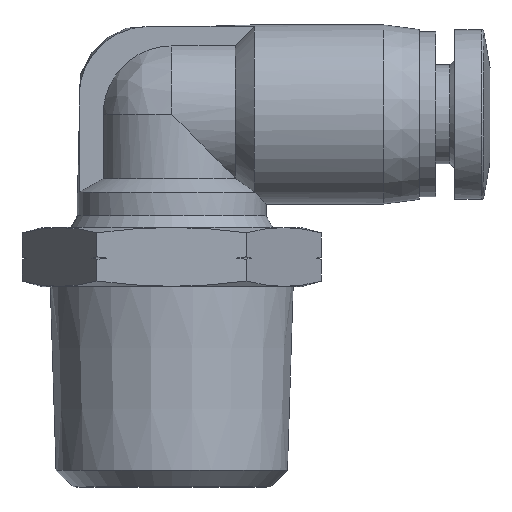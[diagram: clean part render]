
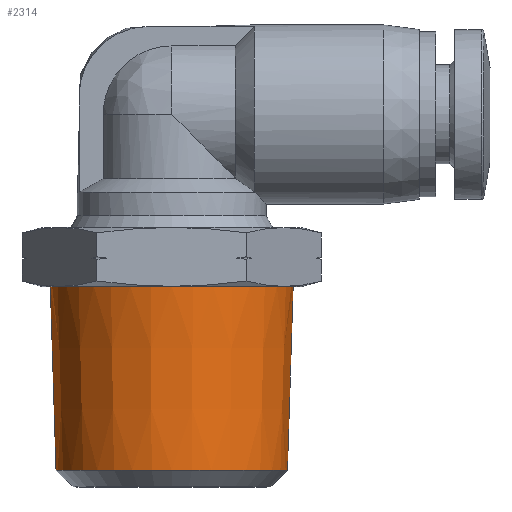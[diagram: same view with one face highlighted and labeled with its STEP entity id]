
A CAD part, top view. The second image highlights one B-rep face of the part: STEP entity #2314.
In plain terms, the highlighted conical face has half-angle 1.79 degrees and reference radius 5.15 mm.
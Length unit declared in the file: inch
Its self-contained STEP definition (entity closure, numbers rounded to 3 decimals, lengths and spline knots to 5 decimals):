
#28 = LINE ( 'NONE', #782, #1832 ) ;
#45 = VERTEX_POINT ( 'NONE', #608 ) ;
#254 = VERTEX_POINT ( 'NONE', #449 ) ;
#286 = AXIS2_PLACEMENT_3D ( 'NONE', #3530, #1495, #3834 ) ;
#449 = CARTESIAN_POINT ( 'NONE',  ( -0.20276, -0.11811, 0. ) ) ;
#467 = VECTOR ( 'NONE', #1131, 39.37008 ) ;
#608 = CARTESIAN_POINT ( 'NONE',  ( 0.20276, -0.11811, 0. ) ) ;
#635 = ORIENTED_EDGE ( 'NONE', *, *, #2771, .F. ) ;
#710 = ORIENTED_EDGE ( 'NONE', *, *, #3068, .T. ) ;
#782 = CARTESIAN_POINT ( 'NONE',  ( 0.20276, -0.11811, 0. ) ) ;
#841 = CARTESIAN_POINT ( 'NONE',  ( 0., -0.42521, 0. ) ) ;
#931 = LINE ( 'NONE', #2883, #467 ) ;
#1059 = AXIS2_PLACEMENT_3D ( 'NONE', #841, #3266, #1207 ) ;
#1131 = DIRECTION ( 'NONE',  ( -0.031, 1., 0. ) ) ;
#1207 = DIRECTION ( 'NONE',  ( -1., 0., 0. ) ) ;
#1495 = DIRECTION ( 'NONE',  ( 0., -1., 0. ) ) ;
#1571 = CARTESIAN_POINT ( 'NONE',  ( 0., -0.11811, 0. ) ) ;
#1716 = FACE_OUTER_BOUND ( 'NONE', #4190, .T. ) ;
#1770 = EDGE_CURVE ( 'NONE', #2173, #2052, #3652, .T. ) ;
#1828 = CARTESIAN_POINT ( 'NONE',  ( 0.19316, -0.42521, 0. ) ) ;
#1832 = VECTOR ( 'NONE', #2899, 39.37008 ) ;
#1942 = DIRECTION ( 'NONE',  ( -1., 0., 0. ) ) ;
#2052 = VERTEX_POINT ( 'NONE', #1828 ) ;
#2173 = VERTEX_POINT ( 'NONE', #2557 ) ;
#2314 = ADVANCED_FACE ( 'NONE', ( #1716 ), #3306, .T. ) ;
#2369 = CIRCLE ( 'NONE', #286, 0.20276 ) ;
#2557 = CARTESIAN_POINT ( 'NONE',  ( -0.19316, -0.42521, 0. ) ) ;
#2771 = EDGE_CURVE ( 'NONE', #2173, #254, #931, .T. ) ;
#2849 = EDGE_CURVE ( 'NONE', #45, #254, #2369, .T. ) ;
#2883 = CARTESIAN_POINT ( 'NONE',  ( -0.20276, -0.11811, 0. ) ) ;
#2899 = DIRECTION ( 'NONE',  ( 0.031, 1., 0. ) ) ;
#3068 = EDGE_CURVE ( 'NONE', #2052, #45, #28, .T. ) ;
#3079 = AXIS2_PLACEMENT_3D ( 'NONE', #1571, #3902, #1942 ) ;
#3266 = DIRECTION ( 'NONE',  ( 0., 1., 0. ) ) ;
#3306 = CONICAL_SURFACE ( 'NONE', #3079, 0.20276, 0.031 ) ;
#3530 = CARTESIAN_POINT ( 'NONE',  ( 0., -0.11811, 0. ) ) ;
#3652 = CIRCLE ( 'NONE', #1059, 0.19316 ) ;
#3834 = DIRECTION ( 'NONE',  ( -1., 0., 0. ) ) ;
#3902 = DIRECTION ( 'NONE',  ( 0., 1., 0. ) ) ;
#4128 = ORIENTED_EDGE ( 'NONE', *, *, #1770, .T. ) ;
#4190 = EDGE_LOOP ( 'NONE', ( #4128, #710, #4198, #635 ) ) ;
#4198 = ORIENTED_EDGE ( 'NONE', *, *, #2849, .T. ) ;
